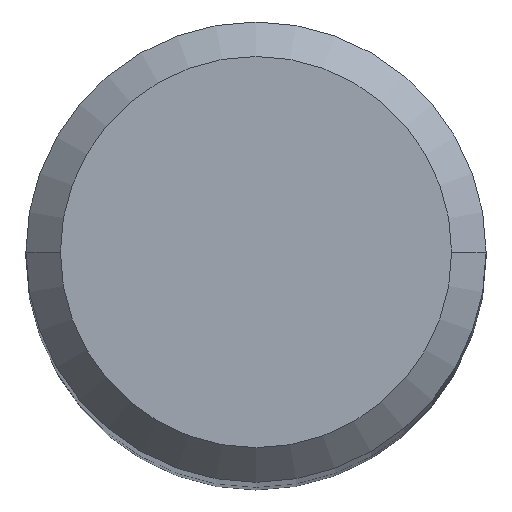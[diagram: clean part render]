
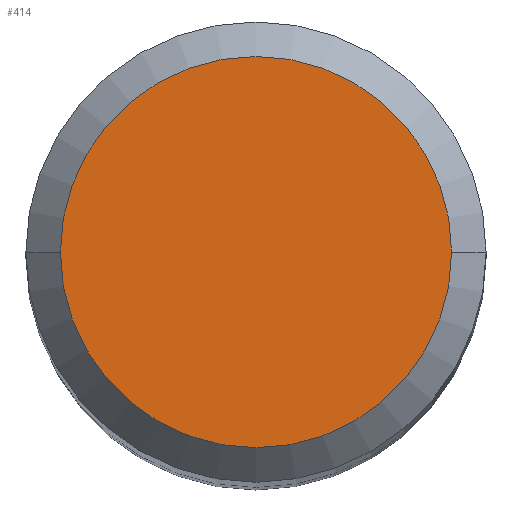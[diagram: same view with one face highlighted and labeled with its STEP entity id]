
A CAD part, top view. The second image highlights one B-rep face of the part: STEP entity #414.
In plain terms, the highlighted planar face has unit normal (0, 0, 1).
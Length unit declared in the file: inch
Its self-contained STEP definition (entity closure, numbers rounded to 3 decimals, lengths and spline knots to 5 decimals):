
#36 = VERTEX_POINT ( 'NONE', #290 ) ;
#61 = DIRECTION ( 'NONE',  ( 1., 0., 0. ) ) ;
#72 = CARTESIAN_POINT ( 'NONE',  ( 0., 0., 0. ) ) ;
#104 = ORIENTED_EDGE ( 'NONE', *, *, #247, .T. ) ;
#116 = DIRECTION ( 'NONE',  ( -1., 0., 0. ) ) ;
#127 = DIRECTION ( 'NONE',  ( 0., 0., 1. ) ) ;
#143 = CIRCLE ( 'NONE', #261, 0.16732 ) ;
#149 = FACE_OUTER_BOUND ( 'NONE', #461, .T. ) ;
#200 = CARTESIAN_POINT ( 'NONE',  ( -0.16732, 0., 0. ) ) ;
#212 = DIRECTION ( 'NONE',  ( 0., 0., 1. ) ) ;
#222 = DIRECTION ( 'NONE',  ( 1., 0., 0. ) ) ;
#247 = EDGE_CURVE ( 'NONE', #36, #345, #437, .T. ) ;
#254 = CARTESIAN_POINT ( 'NONE',  ( 0., 0., 0. ) ) ;
#261 = AXIS2_PLACEMENT_3D ( 'NONE', #72, #212, #61 ) ;
#290 = CARTESIAN_POINT ( 'NONE',  ( 0.16732, 0., 0. ) ) ;
#308 = CARTESIAN_POINT ( 'NONE',  ( 0., 0., 0. ) ) ;
#339 = AXIS2_PLACEMENT_3D ( 'NONE', #254, #127, #222 ) ;
#345 = VERTEX_POINT ( 'NONE', #200 ) ;
#353 = DIRECTION ( 'NONE',  ( 0., 0., -1. ) ) ;
#359 = AXIS2_PLACEMENT_3D ( 'NONE', #308, #353, #116 ) ;
#385 = PLANE ( 'NONE',  #359 ) ;
#414 = ADVANCED_FACE ( 'NONE', ( #149 ), #385, .F. ) ;
#437 = CIRCLE ( 'NONE', #339, 0.16732 ) ;
#445 = EDGE_CURVE ( 'NONE', #345, #36, #143, .T. ) ;
#461 = EDGE_LOOP ( 'NONE', ( #464, #104 ) ) ;
#464 = ORIENTED_EDGE ( 'NONE', *, *, #445, .T. ) ;
